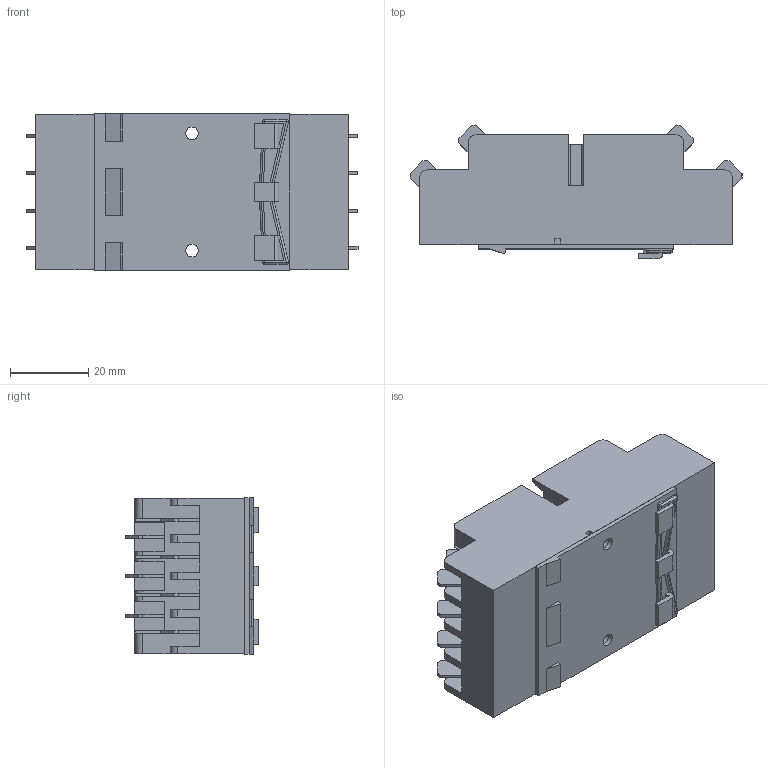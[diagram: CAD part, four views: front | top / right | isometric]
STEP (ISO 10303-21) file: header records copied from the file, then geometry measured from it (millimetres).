
FILE_DESCRIPTION((''),'2;1');
FILE_NAME('V25.stp','2008-08-19T07:07:48',('Niriawan'),(''),'Autodesk Inventor 2009','Autodesk Inventor 2009','');
FILE_SCHEMA(('AUTOMOTIVE_DESIGN { 1 0 10303 214 1 1 1 1 }'));
Length unit declared in the file: millimetre
Products named in the file (1): V25
Bounding box: 84.89 x 34 x 40 mm (x, y, z)
Volume: 69504 mm3; surface area: 21488.1 mm2
Topology: 1 solids, 23 shells, 584 faces, 1546 edges, 1009 vertices
Faces by surface type: plane 495, cylinder 81, bspline 4, sphere 4
Full cylindrical faces by diameter (mm): 2 x2
Entity records: 18129 total; most frequent: CARTESIAN_POINT 3190, ORIENTED_EDGE 3064, DIRECTION 2877, EDGE_CURVE 1532, VECTOR 1349, LINE 1349, VERTEX_POINT 1005, AXIS2_PLACEMENT_3D 764
